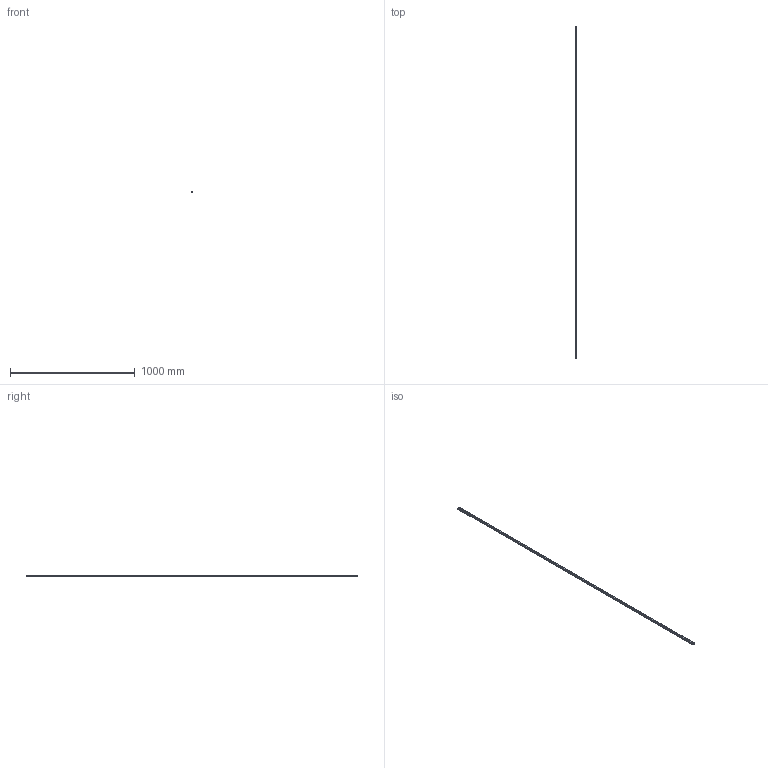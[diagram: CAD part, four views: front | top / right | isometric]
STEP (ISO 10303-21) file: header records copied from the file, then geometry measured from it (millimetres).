
FILE_DESCRIPTION(('STEP AP214'),'1');
FILE_NAME('cctmp_395FD884-5CBC-4B14-A5B7-AE8361009ECB_2020_4_23_13_11_58_105..stp','2020-04-23T11:11:58',('HIWIN GmbH'),('CADClick - www.CADClick.com'),'Spatial InterOp 3D',' ','unknown authorization');
FILE_SCHEMA(('AUTOMOTIVE_DESIGN'));
Length unit declared in the file: millimetre
Products named in the file (1): HGR15R2660H_FILE
Bounding box: 15 x 2660 x 15 mm (x, y, z)
Volume: 488483.5 mm3; surface area: 177329.4 mm2
Topology: 1 solids, 1 shells, 520 faces, 1137 edges, 758 vertices
Faces by surface type: cylinder 296, plane 224
Entity records: 18697 total; most frequent: DIRECTION 2771, CARTESIAN_POINT 2416, ORIENTED_EDGE 2274, EDGE_CURVE 1137, AXIS2_PLACEMENT_3D 1113, VERTEX_POINT 758, EDGE_LOOP 659, CIRCLE 592
